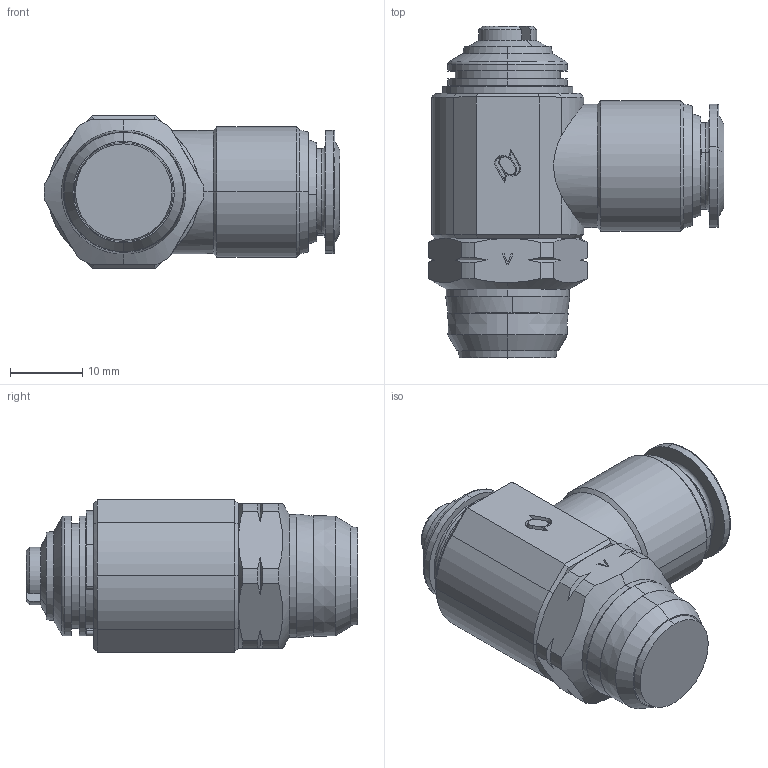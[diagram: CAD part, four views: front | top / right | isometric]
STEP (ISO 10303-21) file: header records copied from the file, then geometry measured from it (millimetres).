
FILE_DESCRIPTION (( 'STEP AP214' ), '1' );
FILE_NAME ('5791000012A.step', '2012-10-22T17:40:37', ( '' ), ( '' ), 'SwSTEP 2.0', 'SolidWorks 2012', '' );
FILE_SCHEMA (( 'AUTOMOTIVE_DESIGN' ));
Length unit declared in the file: millimetre
Products named in the file (1): 5791000012A
Bounding box: 40.84 x 45.81 x 21 mm (x, y, z)
Volume: 17297.1 mm3; surface area: 4827.1 mm2
Topology: 1 solids, 1 shells, 200 faces, 490 edges, 307 vertices
Faces by surface type: plane 80, cone 66, cylinder 46, torus 6, bspline 2
Entity records: 7390 total; most frequent: CARTESIAN_POINT 1352, DIRECTION 1013, ORIENTED_EDGE 980, EDGE_CURVE 490, AXIS2_PLACEMENT_3D 390, VERTEX_POINT 307, LINE 233, VECTOR 233
